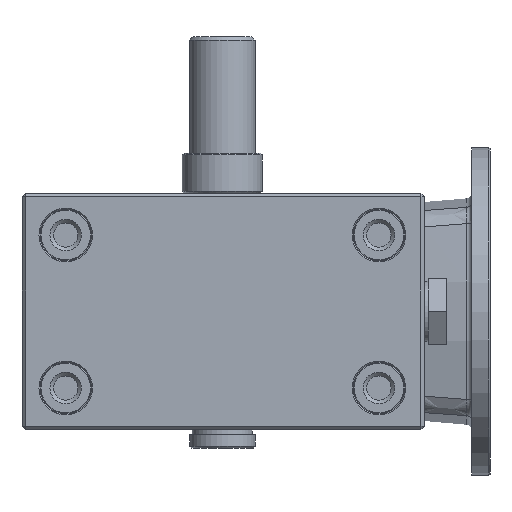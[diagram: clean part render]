
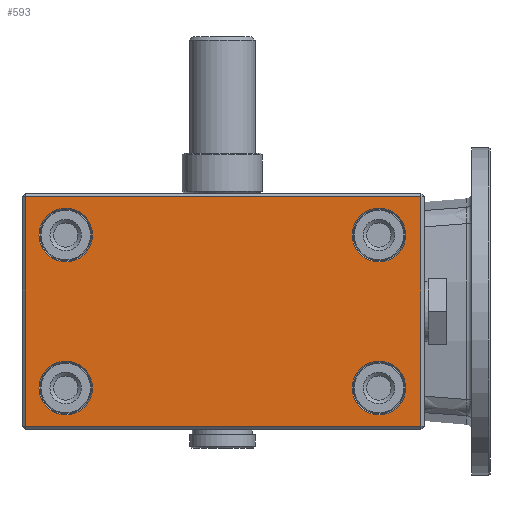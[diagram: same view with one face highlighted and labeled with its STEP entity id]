
A CAD part, front view. The second image highlights one B-rep face of the part: STEP entity #593.
In plain terms, the highlighted planar face has unit normal (0, -1, 0).
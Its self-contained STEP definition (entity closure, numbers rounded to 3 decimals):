
#593 = ADVANCED_FACE( '', ( #1548, #1549, #1550, #1551, #1552 ), #1553, .F. );
#1548 = FACE_OUTER_BOUND( '', #2999, .T. );
#1549 = FACE_BOUND( '', #3000, .T. );
#1550 = FACE_BOUND( '', #3001, .T. );
#1551 = FACE_BOUND( '', #3002, .T. );
#1552 = FACE_BOUND( '', #3003, .T. );
#1553 = PLANE( '', #3004 );
#2999 = EDGE_LOOP( '', ( #5438, #5439, #5440, #5441 ) );
#3000 = EDGE_LOOP( '', ( #5442 ) );
#3001 = EDGE_LOOP( '', ( #5443 ) );
#3002 = EDGE_LOOP( '', ( #5444 ) );
#3003 = EDGE_LOOP( '', ( #5445 ) );
#3004 = AXIS2_PLACEMENT_3D( '', #5446, #5447, #5448 );
#5438 = ORIENTED_EDGE( '', *, *, #7815, .T. );
#5439 = ORIENTED_EDGE( '', *, *, #8022, .T. );
#5440 = ORIENTED_EDGE( '', *, *, #8023, .T. );
#5441 = ORIENTED_EDGE( '', *, *, #8024, .T. );
#5442 = ORIENTED_EDGE( '', *, *, #7733, .T. );
#5443 = ORIENTED_EDGE( '', *, *, #8025, .T. );
#5444 = ORIENTED_EDGE( '', *, *, #7932, .T. );
#5445 = ORIENTED_EDGE( '', *, *, #8026, .T. );
#5446 = CARTESIAN_POINT( '', ( -55., -55., -32.5 ) );
#5447 = DIRECTION( '', ( 0., 1., 0. ) );
#5448 = DIRECTION( '', ( 0., 0., -1. ) );
#7733 = EDGE_CURVE( '', #8838, #8838, #8839, .T. );
#7815 = EDGE_CURVE( '', #8979, #8983, #8985, .F. );
#7932 = EDGE_CURVE( '', #9174, #9174, #9175, .T. );
#8022 = EDGE_CURVE( '', #8983, #9317, #9318, .T. );
#8023 = EDGE_CURVE( '', #9317, #9319, #9320, .T. );
#8024 = EDGE_CURVE( '', #9319, #8979, #9321, .T. );
#8025 = EDGE_CURVE( '', #9322, #9322, #9323, .T. );
#8026 = EDGE_CURVE( '', #9324, #9324, #9325, .T. );
#8838 = VERTEX_POINT( '', #10560 );
#8839 = CIRCLE( '', #10561, 7.35 );
#8979 = VERTEX_POINT( '', #10717 );
#8983 = VERTEX_POINT( '', #10723 );
#8985 = LINE( '', #10726, #10727 );
#9174 = VERTEX_POINT( '', #10960 );
#9175 = CIRCLE( '', #10961, 7.35 );
#9317 = VERTEX_POINT( '', #11129 );
#9318 = LINE( '', #11130, #11131 );
#9319 = VERTEX_POINT( '', #11132 );
#9320 = LINE( '', #11133, #11134 );
#9321 = LINE( '', #11135, #11136 );
#9322 = VERTEX_POINT( '', #11137 );
#9323 = CIRCLE( '', #11138, 7.35 );
#9324 = VERTEX_POINT( '', #11139 );
#9325 = CIRCLE( '', #11140, 7.35 );
#10560 = CARTESIAN_POINT( '', ( 50.35, -55., 21. ) );
#10561 = AXIS2_PLACEMENT_3D( '', #12699, #12700, #12701 );
#10717 = CARTESIAN_POINT( '', ( -54., -55., -31.5 ) );
#10723 = CARTESIAN_POINT( '', ( 54.5, -55., -31.5 ) );
#10726 = CARTESIAN_POINT( '', ( -55., -55., -31.5 ) );
#10727 = VECTOR( '', #12865, 1000. );
#10960 = CARTESIAN_POINT( '', ( -35.65, -55., -21. ) );
#10961 = AXIS2_PLACEMENT_3D( '', #13033, #13034, #13035 );
#11129 = CARTESIAN_POINT( '', ( 54.5, -55., 31.5 ) );
#11130 = CARTESIAN_POINT( '', ( 54.5, -55., -32.5 ) );
#11131 = VECTOR( '', #13173, 1000. );
#11132 = CARTESIAN_POINT( '', ( -54., -55., 31.5 ) );
#11133 = CARTESIAN_POINT( '', ( -55., -55., 31.5 ) );
#11134 = VECTOR( '', #13174, 1000. );
#11135 = CARTESIAN_POINT( '', ( -54., -55., -32.5 ) );
#11136 = VECTOR( '', #13175, 1000. );
#11137 = CARTESIAN_POINT( '', ( 50.35, -55., -21. ) );
#11138 = AXIS2_PLACEMENT_3D( '', #13176, #13177, #13178 );
#11139 = CARTESIAN_POINT( '', ( -35.65, -55., 21. ) );
#11140 = AXIS2_PLACEMENT_3D( '', #13179, #13180, #13181 );
#12699 = CARTESIAN_POINT( '', ( 43., -55., 21. ) );
#12700 = DIRECTION( '', ( 0., 1., 0. ) );
#12701 = DIRECTION( '', ( 1., 0., 0. ) );
#12865 = DIRECTION( '', ( -1., 0., 0. ) );
#13033 = CARTESIAN_POINT( '', ( -43., -55., -21. ) );
#13034 = DIRECTION( '', ( 0., 1., 0. ) );
#13035 = DIRECTION( '', ( 1., 0., 0. ) );
#13173 = DIRECTION( '', ( 0., 0., 1. ) );
#13174 = DIRECTION( '', ( -1., 0., 0. ) );
#13175 = DIRECTION( '', ( 0., 0., -1. ) );
#13176 = CARTESIAN_POINT( '', ( 43., -55., -21. ) );
#13177 = DIRECTION( '', ( 0., 1., 0. ) );
#13178 = DIRECTION( '', ( 1., 0., 0. ) );
#13179 = CARTESIAN_POINT( '', ( -43., -55., 21. ) );
#13180 = DIRECTION( '', ( 0., 1., 0. ) );
#13181 = DIRECTION( '', ( 1., 0., 0. ) );
